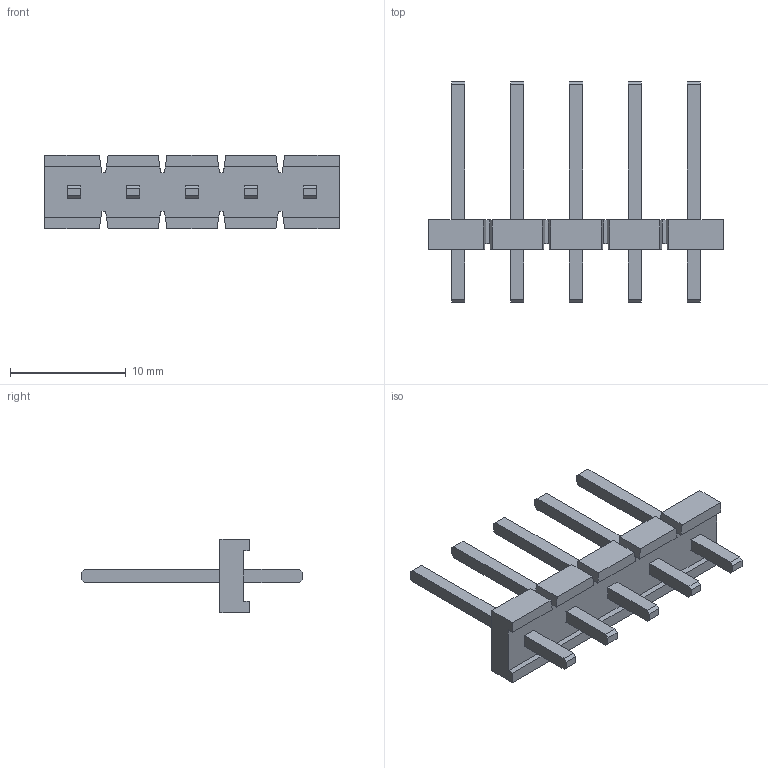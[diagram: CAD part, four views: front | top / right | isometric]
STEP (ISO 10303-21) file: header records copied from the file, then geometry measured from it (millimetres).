
FILE_DESCRIPTION( ( 'STEP AP214' ), '1' );
FILE_NAME( 'HPM-05-01-T-S.stp', '2019-04-02T14:19:17', ( '' ), ( '' ), ' ', 'PARTsolutions', ' ' );
FILE_SCHEMA( ( 'AUTOMOTIVE_DESIGN { 1 0 10303 214 1 1 1 1 }' ) );
Length unit declared in the file: inch
Products named in the file (3): HPM-05-01-T-S; _HPM-105-S_header; _T-1S8-05-01-S_
Assembly tree (2 placements, depth 2):
  HPM-05-01-T-S
    _HPM-105-S_header
    _T-1S8-05-01-S_
Bounding box: 25.4 x 19.05 x 6.35 mm (x, y, z)
Volume: 462.4 mm3; surface area: 1076.5 mm2
Topology: 2 solids, 2 shells, 167 faces, 460 edges, 300 vertices
Faces by surface type: plane 167
Entity records: 6584 total; most frequent: CARTESIAN_POINT 930, ORIENTED_EDGE 920, DIRECTION 800, EDGE_CURVE 460, LINE 460, VECTOR 460, VERTEX_POINT 300, EDGE_LOOP 180
